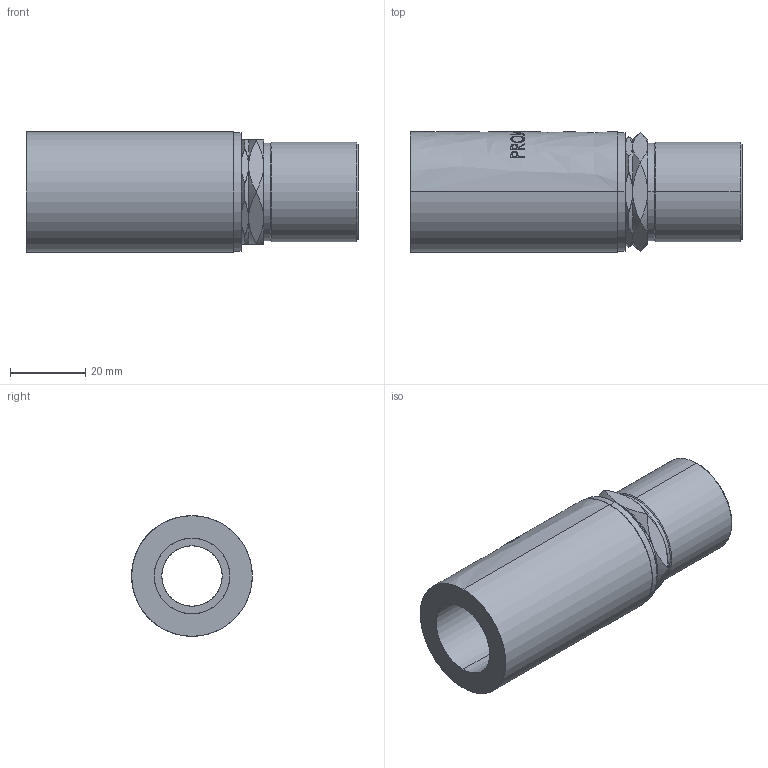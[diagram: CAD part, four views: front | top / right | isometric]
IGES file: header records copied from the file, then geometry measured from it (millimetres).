
Start section: SolidWorks IGES file using analytic representation for surfaces
Global section: file name: 78a8.IGS; native system: SolidWorks 2019; preprocessor: SolidWorks 2019; author: Model3D; date: 220829.115244; units: millimetre
Bounding box: 88 x 32 x 32 mm (x, y, z)
Surface area: 14457.9 mm2 (no closed solid volume)
Topology: 0 solids, 0 shells, 141 faces, 1836 edges, 1836 vertices
Faces by surface type: bspline 92, revolution 49
